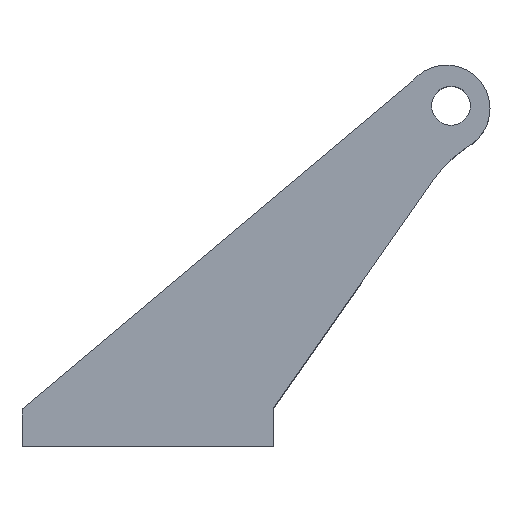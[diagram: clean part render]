
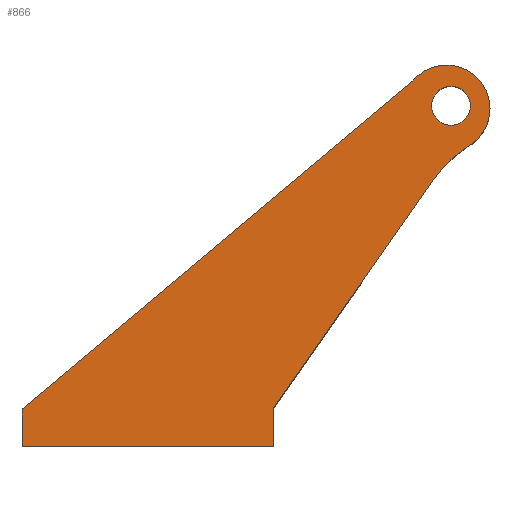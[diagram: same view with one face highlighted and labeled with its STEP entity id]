
A CAD part, top view. The second image highlights one B-rep face of the part: STEP entity #866.
In plain terms, the highlighted planar face has unit normal (0, 0, 1).
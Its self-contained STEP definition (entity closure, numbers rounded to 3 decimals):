
#24 = CARTESIAN_POINT ( 'NONE',  ( 45.343, 3., -41.219 ) ) ;
#36 = VECTOR ( 'NONE', #742, 1000. ) ;
#41 = ORIENTED_EDGE ( 'NONE', *, *, #499, .F. ) ;
#64 = EDGE_CURVE ( 'NONE', #381, #216, #351, .T. ) ;
#71 = VERTEX_POINT ( 'NONE', #111 ) ;
#72 = VERTEX_POINT ( 'NONE', #644 ) ;
#80 = AXIS2_PLACEMENT_3D ( 'NONE', #296, #761, #357 ) ;
#90 = DIRECTION ( 'NONE',  ( 0., 1., 0. ) ) ;
#96 = EDGE_LOOP ( 'NONE', ( #41, #464 ) ) ;
#97 = CARTESIAN_POINT ( 'NONE',  ( 59.513, 27.151, -41.219 ) ) ;
#110 = VECTOR ( 'NONE', #90, 1000. ) ;
#111 = CARTESIAN_POINT ( 'NONE',  ( 60.746, 23.832, -41.219 ) ) ;
#129 = DIRECTION ( 'NONE',  ( -1., 0., 0. ) ) ;
#155 = CIRCLE ( 'NONE', #424, 10. ) ;
#171 = DIRECTION ( 'NONE',  ( 1., 0., 0. ) ) ;
#176 = ORIENTED_EDGE ( 'NONE', *, *, #715, .T. ) ;
#177 = LINE ( 'NONE', #280, #680 ) ;
#180 = DIRECTION ( 'NONE',  ( 1., 0., 0. ) ) ;
#187 = AXIS2_PLACEMENT_3D ( 'NONE', #241, #638, #180 ) ;
#196 = CARTESIAN_POINT ( 'NONE',  ( 59.154, 26.916, -41.219 ) ) ;
#216 = VERTEX_POINT ( 'NONE', #263 ) ;
#240 = DIRECTION ( 'NONE',  ( -0.766, -0.643, 0. ) ) ;
#241 = CARTESIAN_POINT ( 'NONE',  ( 66.328, 15.535, -41.219 ) ) ;
#242 = CIRCLE ( 'NONE', #656, 1.55 ) ;
#263 = CARTESIAN_POINT ( 'NONE',  ( 25.343, 3., -41.219 ) ) ;
#271 = EDGE_CURVE ( 'NONE', #402, #370, #561, .T. ) ;
#280 = CARTESIAN_POINT ( 'NONE',  ( 25.343, 3., -41.219 ) ) ;
#284 = CARTESIAN_POINT ( 'NONE',  ( 66.328, 15.535, -41.219 ) ) ;
#287 = AXIS2_PLACEMENT_3D ( 'NONE', #196, #591, #129 ) ;
#296 = CARTESIAN_POINT ( 'NONE',  ( 59.513, 27.151, -41.219 ) ) ;
#300 = CARTESIAN_POINT ( 'NONE',  ( 61.063, 27.151, -41.219 ) ) ;
#323 = EDGE_CURVE ( 'NONE', #216, #402, #177, .T. ) ;
#341 = VECTOR ( 'NONE', #575, 1000. ) ;
#343 = CARTESIAN_POINT ( 'NONE',  ( 45.343, 0., -41.219 ) ) ;
#344 = DIRECTION ( 'NONE',  ( 1., 0., 0. ) ) ;
#351 = LINE ( 'NONE', #773, #375 ) ;
#357 = DIRECTION ( 'NONE',  ( 1., 0., 0. ) ) ;
#370 = VERTEX_POINT ( 'NONE', #343 ) ;
#375 = VECTOR ( 'NONE', #240, 1000. ) ;
#381 = VERTEX_POINT ( 'NONE', #816 ) ;
#384 = EDGE_CURVE ( 'NONE', #574, #71, #155, .T. ) ;
#402 = VERTEX_POINT ( 'NONE', #411 ) ;
#403 = CARTESIAN_POINT ( 'NONE',  ( 25.343, 0., -41.219 ) ) ;
#411 = CARTESIAN_POINT ( 'NONE',  ( 25.343, 0., -41.219 ) ) ;
#418 = ORIENTED_EDGE ( 'NONE', *, *, #384, .T. ) ;
#420 = ORIENTED_EDGE ( 'NONE', *, *, #271, .T. ) ;
#424 = AXIS2_PLACEMENT_3D ( 'NONE', #284, #751, #344 ) ;
#448 = EDGE_CURVE ( 'NONE', #370, #731, #662, .T. ) ;
#464 = ORIENTED_EDGE ( 'NONE', *, *, #490, .F. ) ;
#476 = DIRECTION ( 'NONE',  ( 0., -1., 0. ) ) ;
#490 = EDGE_CURVE ( 'NONE', #577, #72, #242, .T. ) ;
#499 = EDGE_CURVE ( 'NONE', #72, #577, #621, .T. ) ;
#541 = LINE ( 'NONE', #648, #341 ) ;
#555 = DIRECTION ( 'NONE',  ( 0., 0., 1. ) ) ;
#561 = LINE ( 'NONE', #403, #36 ) ;
#574 = VERTEX_POINT ( 'NONE', #696 ) ;
#575 = DIRECTION ( 'NONE',  ( 0.574, 0.819, 0. ) ) ;
#577 = VERTEX_POINT ( 'NONE', #300 ) ;
#583 = ORIENTED_EDGE ( 'NONE', *, *, #323, .T. ) ;
#591 = DIRECTION ( 'NONE',  ( 0., 0., 1. ) ) ;
#602 = ORIENTED_EDGE ( 'NONE', *, *, #811, .T. ) ;
#621 = CIRCLE ( 'NONE', #80, 1.55 ) ;
#630 = CIRCLE ( 'NONE', #287, 3.471 ) ;
#632 = ORIENTED_EDGE ( 'NONE', *, *, #64, .T. ) ;
#638 = DIRECTION ( 'NONE',  ( 0., 0., 1. ) ) ;
#644 = CARTESIAN_POINT ( 'NONE',  ( 57.963, 27.151, -41.219 ) ) ;
#648 = CARTESIAN_POINT ( 'NONE',  ( 45.343, 3., -41.219 ) ) ;
#656 = AXIS2_PLACEMENT_3D ( 'NONE', #97, #555, #171 ) ;
#661 = FACE_OUTER_BOUND ( 'NONE', #733, .T. ) ;
#662 = LINE ( 'NONE', #24, #110 ) ;
#680 = VECTOR ( 'NONE', #476, 1000. ) ;
#696 = CARTESIAN_POINT ( 'NONE',  ( 58.136, 21.271, -41.219 ) ) ;
#701 = PLANE ( 'NONE',  #187 ) ;
#715 = EDGE_CURVE ( 'NONE', #71, #381, #630, .T. ) ;
#717 = FACE_BOUND ( 'NONE', #96, .T. ) ;
#719 = CARTESIAN_POINT ( 'NONE',  ( 45.343, 3., -41.219 ) ) ;
#731 = VERTEX_POINT ( 'NONE', #719 ) ;
#733 = EDGE_LOOP ( 'NONE', ( #583, #420, #812, #602, #418, #176, #632 ) ) ;
#742 = DIRECTION ( 'NONE',  ( 1., 0., 0. ) ) ;
#751 = DIRECTION ( 'NONE',  ( 0., 0., -1. ) ) ;
#761 = DIRECTION ( 'NONE',  ( 0., 0., 1. ) ) ;
#773 = CARTESIAN_POINT ( 'NONE',  ( 56.472, 29.121, -41.219 ) ) ;
#811 = EDGE_CURVE ( 'NONE', #731, #574, #541, .T. ) ;
#812 = ORIENTED_EDGE ( 'NONE', *, *, #448, .T. ) ;
#816 = CARTESIAN_POINT ( 'NONE',  ( 56.472, 29.121, -41.219 ) ) ;
#866 = ADVANCED_FACE ( 'NONE', ( #661, #717 ), #701, .T. ) ;
